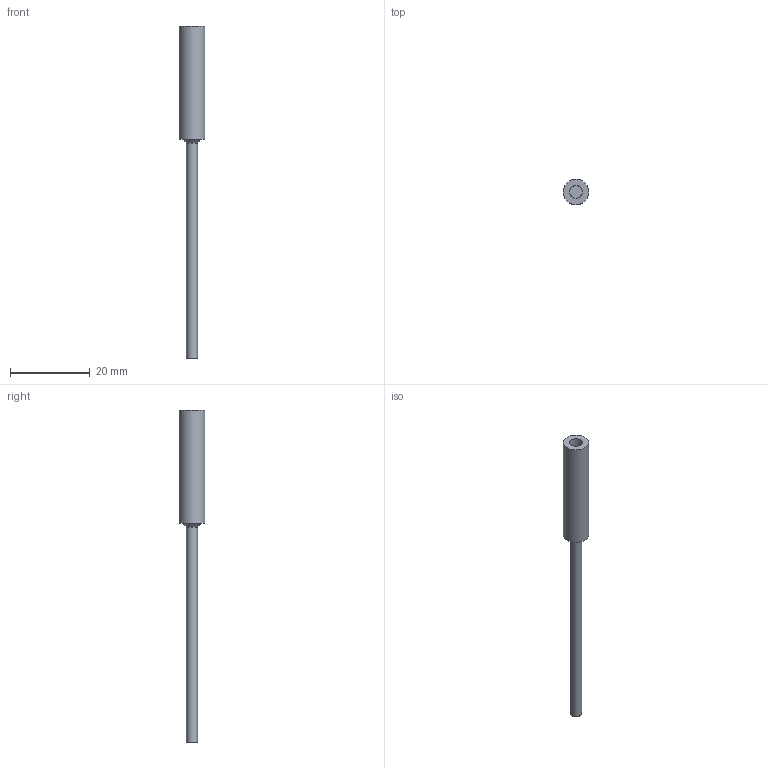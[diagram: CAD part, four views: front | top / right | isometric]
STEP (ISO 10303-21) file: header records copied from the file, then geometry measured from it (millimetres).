
FILE_DESCRIPTION(/* description */ (''),/* implementation_level */ '2;1');
FILE_NAME(/* name */ 'MCIL1F.stp',/* time_stamp */ '2014-11-26T09:32:45+01:00',/* author */ ('sh'),/* organization */ (''),/* preprocessor_version */ 'ST-DEVELOPER v15.2',/* originating_system */ 'Autodesk Inventor 2014',/* authorisation */ '');
FILE_SCHEMA (('AUTOMOTIVE_DESIGN { 1 0 10303 214 3 1 1 }'));
Length unit declared in the file: millimetre
Products named in the file (1): MCIL1F
Bounding box: 6.4 x 6.4 x 83.5 mm (x, y, z)
Volume: 1108.1 mm3; surface area: 1308.3 mm2
Topology: 1 solids, 1 shells, 8 faces, 11 edges, 7 vertices
Faces by surface type: plane 4, cylinder 3, cone 1
Full cylindrical faces by diameter (mm): 2.8 x1, 3.2 x1, 6.4 x1
Entity records: 175 total; most frequent: DIRECTION 32, CARTESIAN_POINT 23, AXIS2_PLACEMENT_3D 16, EDGE_LOOP 14, ORIENTED_EDGE 14, ADVANCED_FACE 8, FACE_BOUND 7, FACE_OUTER_BOUND 7
